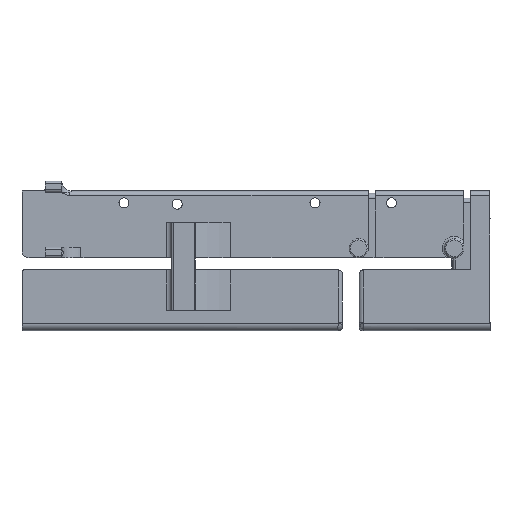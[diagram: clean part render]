
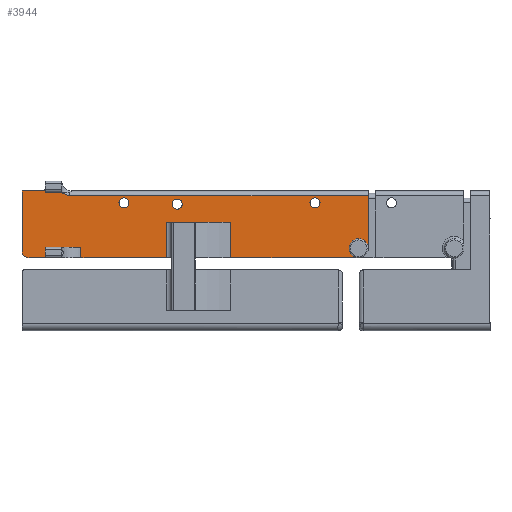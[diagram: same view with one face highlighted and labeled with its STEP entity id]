
A CAD part, left-side view. The second image highlights one B-rep face of the part: STEP entity #3944.
In plain terms, the highlighted planar face has unit normal (-1, 0, 0).
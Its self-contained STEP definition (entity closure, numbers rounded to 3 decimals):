
#36=FACE_BOUND('',#543,.T.);
#37=FACE_BOUND('',#544,.T.);
#38=FACE_BOUND('',#545,.T.);
#213=B_SPLINE_CURVE_WITH_KNOTS('',3,(#6530,#6531,#6532,#6533),
 .UNSPECIFIED.,.F.,.F.,(4,4),(1.863,2.306),
 .UNSPECIFIED.);
#315=FACE_OUTER_BOUND('',#542,.T.);
#542=EDGE_LOOP('',(#2853,#2854,#2855,#2856,#2857,#2858,#2859,#2860,#2861,
#2862,#2863,#2864,#2865,#2866,#2867,#2868,#2869,#2870,#2871));
#543=EDGE_LOOP('',(#2872));
#544=EDGE_LOOP('',(#2873));
#545=EDGE_LOOP('',(#2874));
#787=CIRCLE('',#4238,3.);
#788=CIRCLE('',#4239,4.);
#789=CIRCLE('',#4240,1.);
#790=CIRCLE('',#4241,2.1);
#791=CIRCLE('',#4242,2.1);
#792=CIRCLE('',#4243,2.1);
#981=LINE('',#5858,#1299);
#1056=LINE('',#6483,#1374);
#1060=LINE('',#6501,#1378);
#1064=LINE('',#6510,#1382);
#1065=LINE('',#6514,#1383);
#1066=LINE('',#6517,#1384);
#1067=LINE('',#6519,#1385);
#1068=LINE('',#6520,#1386);
#1069=LINE('',#6522,#1387);
#1070=LINE('',#6524,#1388);
#1071=LINE('',#6525,#1389);
#1072=LINE('',#6528,#1390);
#1073=LINE('',#6535,#1391);
#1074=LINE('',#6537,#1392);
#1075=LINE('',#6540,#1393);
#1299=VECTOR('',#4653,10.);
#1374=VECTOR('',#4846,10.);
#1378=VECTOR('',#4860,10.);
#1382=VECTOR('',#4866,10.);
#1383=VECTOR('',#4869,10.);
#1384=VECTOR('',#4872,10.);
#1385=VECTOR('',#4873,10.);
#1386=VECTOR('',#4874,10.);
#1387=VECTOR('',#4875,10.);
#1388=VECTOR('',#4876,10.);
#1389=VECTOR('',#4877,38.5);
#1390=VECTOR('',#4880,10.);
#1391=VECTOR('',#4881,10.);
#1392=VECTOR('',#4882,10.);
#1393=VECTOR('',#4885,10.);
#1631=VERTEX_POINT('',#5855);
#1632=VERTEX_POINT('',#5857);
#1717=VERTEX_POINT('',#6463);
#1724=VERTEX_POINT('',#6480);
#1725=VERTEX_POINT('',#6482);
#1733=VERTEX_POINT('',#6498);
#1734=VERTEX_POINT('',#6500);
#1738=VERTEX_POINT('',#6508);
#1739=VERTEX_POINT('',#6512);
#1740=VERTEX_POINT('',#6513);
#1741=VERTEX_POINT('',#6516);
#1742=VERTEX_POINT('',#6518);
#1743=VERTEX_POINT('',#6521);
#1744=VERTEX_POINT('',#6523);
#1745=VERTEX_POINT('',#6527);
#1746=VERTEX_POINT('',#6529);
#1747=VERTEX_POINT('',#6534);
#1748=VERTEX_POINT('',#6536);
#1749=VERTEX_POINT('',#6538);
#1750=VERTEX_POINT('',#6541);
#1751=VERTEX_POINT('',#6543);
#1752=VERTEX_POINT('',#6545);
#2030=EDGE_CURVE('',#1632,#1631,#981,.T.);
#2153=EDGE_CURVE('',#1725,#1724,#1056,.T.);
#2162=EDGE_CURVE('',#1734,#1733,#1060,.T.);
#2167=EDGE_CURVE('',#1717,#1738,#1064,.T.);
#2168=EDGE_CURVE('',#1739,#1740,#1065,.T.);
#2169=EDGE_CURVE('',#1717,#1740,#787,.T.);
#2170=EDGE_CURVE('',#1738,#1741,#1066,.T.);
#2171=EDGE_CURVE('',#1741,#1742,#1067,.T.);
#2172=EDGE_CURVE('',#1734,#1742,#1068,.T.);
#2173=EDGE_CURVE('',#1743,#1733,#1069,.T.);
#2174=EDGE_CURVE('',#1743,#1744,#1070,.T.);
#2175=EDGE_CURVE('',#1725,#1744,#1071,.T.);
#2176=EDGE_CURVE('',#1724,#1632,#788,.T.);
#2177=EDGE_CURVE('',#1745,#1631,#1072,.T.);
#2178=EDGE_CURVE('',#1746,#1745,#213,.T.);
#2179=EDGE_CURVE('',#1747,#1746,#1073,.T.);
#2180=EDGE_CURVE('',#1748,#1747,#1074,.T.);
#2181=EDGE_CURVE('',#1749,#1748,#789,.T.);
#2182=EDGE_CURVE('',#1739,#1749,#1075,.T.);
#2183=EDGE_CURVE('',#1750,#1750,#790,.T.);
#2184=EDGE_CURVE('',#1751,#1751,#791,.T.);
#2185=EDGE_CURVE('',#1752,#1752,#792,.T.);
#2853=ORIENTED_EDGE('',*,*,#2168,.T.);
#2854=ORIENTED_EDGE('',*,*,#2169,.F.);
#2855=ORIENTED_EDGE('',*,*,#2167,.T.);
#2856=ORIENTED_EDGE('',*,*,#2170,.T.);
#2857=ORIENTED_EDGE('',*,*,#2171,.T.);
#2858=ORIENTED_EDGE('',*,*,#2172,.F.);
#2859=ORIENTED_EDGE('',*,*,#2162,.T.);
#2860=ORIENTED_EDGE('',*,*,#2173,.F.);
#2861=ORIENTED_EDGE('',*,*,#2174,.T.);
#2862=ORIENTED_EDGE('',*,*,#2175,.F.);
#2863=ORIENTED_EDGE('',*,*,#2153,.T.);
#2864=ORIENTED_EDGE('',*,*,#2176,.T.);
#2865=ORIENTED_EDGE('',*,*,#2030,.T.);
#2866=ORIENTED_EDGE('',*,*,#2177,.F.);
#2867=ORIENTED_EDGE('',*,*,#2178,.F.);
#2868=ORIENTED_EDGE('',*,*,#2179,.F.);
#2869=ORIENTED_EDGE('',*,*,#2180,.F.);
#2870=ORIENTED_EDGE('',*,*,#2181,.F.);
#2871=ORIENTED_EDGE('',*,*,#2182,.F.);
#2872=ORIENTED_EDGE('',*,*,#2183,.T.);
#2873=ORIENTED_EDGE('',*,*,#2184,.T.);
#2874=ORIENTED_EDGE('',*,*,#2185,.T.);
#3840=PLANE('',#4237);
#3944=ADVANCED_FACE('',(#315,#36,#37,#38),#3840,.T.);
#4237=AXIS2_PLACEMENT_3D('',#6511,#4867,#4868);
#4238=AXIS2_PLACEMENT_3D('',#6515,#4870,#4871);
#4239=AXIS2_PLACEMENT_3D('',#6526,#4878,#4879);
#4240=AXIS2_PLACEMENT_3D('',#6539,#4883,#4884);
#4241=AXIS2_PLACEMENT_3D('',#6542,#4886,#4887);
#4242=AXIS2_PLACEMENT_3D('',#6544,#4888,#4889);
#4243=AXIS2_PLACEMENT_3D('',#6546,#4890,#4891);
#4653=DIRECTION('',(0.,0.,1.));
#4846=DIRECTION('',(0.,-1.,0.));
#4860=DIRECTION('',(0.,-1.,0.));
#4866=DIRECTION('',(0.,-1.,0.));
#4867=DIRECTION('center_axis',(-1.,0.,0.));
#4868=DIRECTION('ref_axis',(0.,0.,1.));
#4869=DIRECTION('',(0.,0.,-1.));
#4870=DIRECTION('center_axis',(1.,0.,0.));
#4871=DIRECTION('ref_axis',(0.,0.707,-0.707));
#4872=DIRECTION('',(0.,0.,1.));
#4873=DIRECTION('',(0.,-1.,0.));
#4874=DIRECTION('',(0.,0.,1.));
#4875=DIRECTION('',(0.,0.,-1.));
#4876=DIRECTION('',(0.,-1.,0.));
#4877=DIRECTION('',(0.,0.,1.));
#4878=DIRECTION('center_axis',(1.,0.,0.));
#4879=DIRECTION('ref_axis',(0.,0.,1.));
#4880=DIRECTION('',(0.,-1.,0.));
#4881=DIRECTION('',(0.,-1.,0.));
#4882=DIRECTION('',(0.,0.,-1.));
#4883=DIRECTION('center_axis',(-1.,0.,0.));
#4884=DIRECTION('ref_axis',(0.,-0.707,-0.707));
#4885=DIRECTION('',(0.,-1.,0.));
#4886=DIRECTION('center_axis',(1.,0.,0.));
#4887=DIRECTION('ref_axis',(0.,0.,
1.));
#4888=DIRECTION('center_axis',(1.,0.,0.));
#4889=DIRECTION('ref_axis',(0.,1.,0.));
#4890=DIRECTION('center_axis',(1.,0.,0.));
#4891=DIRECTION('ref_axis',(0.,1.,0.));
#5855=CARTESIAN_POINT('',(-5.,51.,-67.054));
#5857=CARTESIAN_POINT('',(-5.,51.,-88.885));
#5858=CARTESIAN_POINT('',(-5.,51.,-90.165));
#6463=CARTESIAN_POINT('',(-5.,192.996,-93.054));
#6480=CARTESIAN_POINT('',(-5.,54.996,-93.054));
#6482=CARTESIAN_POINT('',(-5.,108.597,-93.054));
#6483=CARTESIAN_POINT('',(-5.,94.996,-93.054));
#6498=CARTESIAN_POINT('',(-5.,135.496,-93.054));
#6500=CARTESIAN_POINT('',(-5.,171.293,-93.054));
#6501=CARTESIAN_POINT('',(-5.,94.996,-93.054));
#6508=CARTESIAN_POINT('',(-5.,186.293,-93.054));
#6510=CARTESIAN_POINT('',(-5.,94.996,-93.054));
#6511=CARTESIAN_POINT('Origin',(-5.,-14.004,-93.054));
#6512=CARTESIAN_POINT('',(-5.,195.996,-65.054));
#6513=CARTESIAN_POINT('',(-5.,195.996,-90.054));
#6514=CARTESIAN_POINT('',(-5.,195.996,-83.304));
#6515=CARTESIAN_POINT('Origin',(-5.,192.996,-90.054));
#6516=CARTESIAN_POINT('',(-5.,186.293,-88.607));
#6517=CARTESIAN_POINT('',(-5.,186.293,-89.942));
#6518=CARTESIAN_POINT('',(-5.,171.293,-88.607));
#6519=CARTESIAN_POINT('',(-5.,141.645,-88.607));
#6520=CARTESIAN_POINT('',(-5.,171.293,-92.83));
#6521=CARTESIAN_POINT('',(-5.,135.496,-78.054));
#6522=CARTESIAN_POINT('',(-5.,135.496,-103.054));
#6523=CARTESIAN_POINT('',(-5.,108.597,-78.054));
#6524=CARTESIAN_POINT('',(-5.,109.746,-78.054));
#6525=CARTESIAN_POINT('',(-5.,108.597,-73.054));
#6526=CARTESIAN_POINT('Origin',(-5.,54.996,-89.054));
#6527=CARTESIAN_POINT('',(-5.,176.035,-67.054));
#6528=CARTESIAN_POINT('',(-5.,35.996,-67.054));
#6529=CARTESIAN_POINT('',(-5.,180.485,-65.5));
#6530=CARTESIAN_POINT('Ctrl Pts',(-5.,180.485,-65.5));
#6531=CARTESIAN_POINT('Ctrl Pts',(-5.,178.945,-65.904));
#6532=CARTESIAN_POINT('Ctrl Pts',(-5.,177.409,-66.515));
#6533=CARTESIAN_POINT('Ctrl Pts',(-5.,176.035,-67.054));
#6534=CARTESIAN_POINT('',(-5.,186.293,-65.5));
#6535=CARTESIAN_POINT('',(-5.,145.145,-65.5));
#6536=CARTESIAN_POINT('',(-5.,186.293,-64.054));
#6537=CARTESIAN_POINT('',(-5.,186.293,-76.388));
#6538=CARTESIAN_POINT('',(-5.,187.293,-65.054));
#6539=CARTESIAN_POINT('Origin',(-5.,187.293,-64.054));
#6540=CARTESIAN_POINT('',(-5.,140.996,-65.054));
#6541=CARTESIAN_POINT('',(-5.,73.287,-72.154));
#6542=CARTESIAN_POINT('Origin',(-5.,73.287,-70.054));
#6543=CARTESIAN_POINT('',(-5.,128.896,-70.554));
#6544=CARTESIAN_POINT('Origin',(-5.,130.996,-70.554));
#6545=CARTESIAN_POINT('',(-5.,151.187,-70.054));
#6546=CARTESIAN_POINT('Origin',(-5.,153.287,-70.054));
